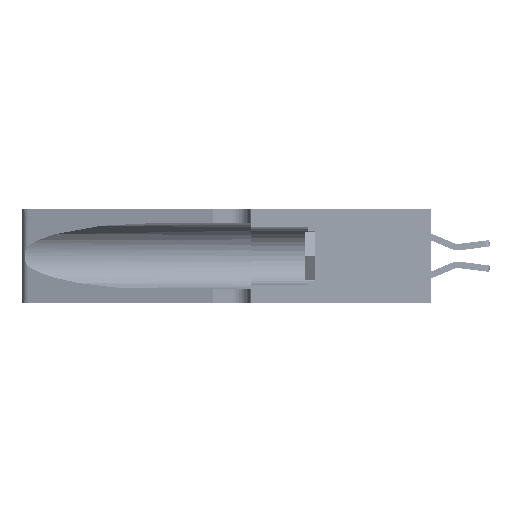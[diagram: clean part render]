
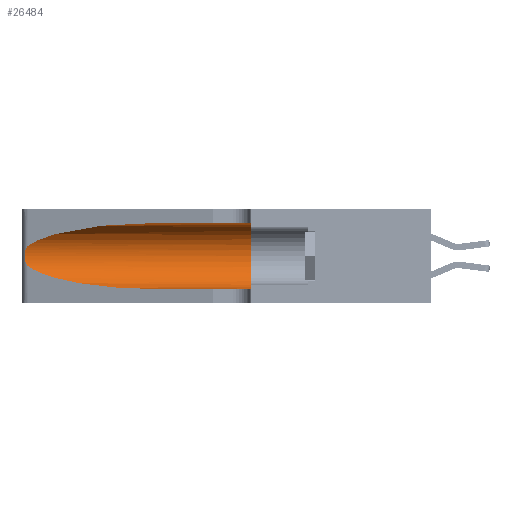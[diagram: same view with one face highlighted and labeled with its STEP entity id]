
A CAD part, left-side view. The second image highlights one B-rep face of the part: STEP entity #26484.
In plain terms, the highlighted cylindrical face has radius 3.308 mm (diameter 6.617 mm), a partial arc.
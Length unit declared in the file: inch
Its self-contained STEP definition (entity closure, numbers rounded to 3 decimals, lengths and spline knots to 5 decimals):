
#583 = CARTESIAN_POINT ( 'NONE',  ( 0.25487, 1.22718, 0.14631 ) ) ;
#1308 = CARTESIAN_POINT ( 'NONE',  ( 0.1305, 0.72297, 0.31525 ) ) ;
#1606 = AXIS2_PLACEMENT_3D ( 'NONE', #7135, #7455, #22165 ) ;
#2049 = DIRECTION ( 'NONE',  ( 0., 0., 1. ) ) ;
#2137 = CARTESIAN_POINT ( 'NONE',  ( 0.1305, 0.72297, 0.31525 ) ) ;
#2374 = EDGE_CURVE ( 'NONE', #21473, #42247, #3967, .T. ) ;
#2894 = CARTESIAN_POINT ( 'NONE',  ( 0.26017, 1.23833, 0.17102 ) ) ;
#3248 = VERTEX_POINT ( 'NONE', #36373 ) ;
#3376 = CARTESIAN_POINT ( 'NONE',  ( 0.25854, 1.2359, 0.20912 ) ) ;
#3967 = CIRCLE ( 'NONE', #8706, 0.13025 ) ;
#5857 = CARTESIAN_POINT ( 'NONE',  ( 0.25487, 1.22718, 0.22369 ) ) ;
#7135 = CARTESIAN_POINT ( 'NONE',  ( 0.1305, 1.61858, 0.185 ) ) ;
#7255 = CARTESIAN_POINT ( 'NONE',  ( 0.25856, 1.23593, 0.16098 ) ) ;
#7271 = EDGE_CURVE ( 'NONE', #18605, #32152, #19494, .T. ) ;
#7455 = DIRECTION ( 'NONE',  ( 0., -1., 0. ) ) ;
#8706 = AXIS2_PLACEMENT_3D ( 'NONE', #27787, #23761, #2049 ) ;
#8977 = EDGE_CURVE ( 'NONE', #3248, #42247, #35077, .T. ) ;
#9418 = CARTESIAN_POINT ( 'NONE',  ( 0.18966, 0.96281, 0.31525 ) ) ;
#9582 = CARTESIAN_POINT ( 'NONE',  ( 0.2373, 1.15595, 0.28018 ) ) ;
#10153 = CARTESIAN_POINT ( 'NONE',  ( 0.1305, 0.35, 0.05475 ) ) ;
#10613 = VERTEX_POINT ( 'NONE', #1308 ) ;
#10820 = CARTESIAN_POINT ( 'NONE',  ( 0.26018, 1.23835, 0.19895 ) ) ;
#11466 = EDGE_LOOP ( 'NONE', ( #42652, #16663, #38961, #14111, #19868, #16592 ) ) ;
#11956 = VECTOR ( 'NONE', #40742, 39.37008 ) ;
#12562 = EDGE_CURVE ( 'NONE', #10613, #18605, #44437, .T. ) ;
#12642 = CARTESIAN_POINT ( 'NONE',  ( 0.1305, 1.61858, 0.31525 ) ) ;
#13488 = CARTESIAN_POINT ( 'NONE',  ( 0.1305, 0.35, 0.31525 ) ) ;
#14111 = ORIENTED_EDGE ( 'NONE', *, *, #8977, .T. ) ;
#14140 = CARTESIAN_POINT ( 'NONE',  ( 0.1305, 0.72297, 0.05475 ) ) ;
#15017 = CARTESIAN_POINT ( 'NONE',  ( 0.25639, 1.23186, 0.15144 ) ) ;
#15784 = FACE_OUTER_BOUND ( 'NONE', #11466, .T. ) ;
#16592 = ORIENTED_EDGE ( 'NONE', *, *, #40099, .F. ) ;
#16663 = ORIENTED_EDGE ( 'NONE', *, *, #7271, .T. ) ;
#17856 = CARTESIAN_POINT ( 'NONE',  ( 0.18966, 0.96281, 0.05475 ) ) ;
#18410 = CARTESIAN_POINT ( 'NONE',  ( 0.1305, 1.61858, 0.05475 ) ) ;
#18553 = CARTESIAN_POINT ( 'NONE',  ( 0.25555, 1.22993, 0.14849 ) ) ;
#18605 = VERTEX_POINT ( 'NONE', #29162 ) ;
#19494 = B_SPLINE_CURVE_WITH_KNOTS ( 'NONE', 3,
 ( #36342, #32951, #43975, #47699, #3376, #10820, #36662, #40409, #2894, #7255, #36823, #15017, #18553, #583 ),
 .UNSPECIFIED., .F., .F.,
 ( 4, 2, 2, 2, 2, 2, 4 ),
 ( 0., 0.00027, 0.00053, 0.00107, 0.0016, 0.00187, 0.00214 ),
 .UNSPECIFIED. ) ;
#19868 = ORIENTED_EDGE ( 'NONE', *, *, #2374, .F. ) ;
#21473 = VERTEX_POINT ( 'NONE', #13488 ) ;
#22165 = DIRECTION ( 'NONE',  ( 0., 0., -1. ) ) ;
#23327 = CYLINDRICAL_SURFACE ( 'NONE', #1606, 0.13025 ) ;
#23761 = DIRECTION ( 'NONE',  ( 0., 1., 0. ) ) ;
#23859 = EDGE_CURVE ( 'NONE', #32152, #3248, #38790, .T. ) ;
#26484 = ADVANCED_FACE ( 'NONE', ( #15784 ), #23327, .F. ) ;
#27355 = DIRECTION ( 'NONE',  ( 0., -1., 0. ) ) ;
#27787 = CARTESIAN_POINT ( 'NONE',  ( 0.1305, 0.35, 0.185 ) ) ;
#28874 = CARTESIAN_POINT ( 'NONE',  ( 0.25487, 1.22718, 0.14631 ) ) ;
#29162 = CARTESIAN_POINT ( 'NONE',  ( 0.25487, 1.22718, 0.22369 ) ) ;
#30896 = CARTESIAN_POINT ( 'NONE',  ( 0.25487, 1.22718, 0.14631 ) ) ;
#32152 = VERTEX_POINT ( 'NONE', #30896 ) ;
#32951 = CARTESIAN_POINT ( 'NONE',  ( 0.25555, 1.22994, 0.2215 ) ) ;
#35077 = LINE ( 'NONE', #18410, #11956 ) ;
#36342 = CARTESIAN_POINT ( 'NONE',  ( 0.25487, 1.22718, 0.22369 ) ) ;
#36373 = CARTESIAN_POINT ( 'NONE',  ( 0.1305, 0.72297, 0.05475 ) ) ;
#36662 = CARTESIAN_POINT ( 'NONE',  ( 0.26075, 1.23896, 0.19203 ) ) ;
#36823 = CARTESIAN_POINT ( 'NONE',  ( 0.25789, 1.23486, 0.15765 ) ) ;
#38790 =( BOUNDED_CURVE ( )  B_SPLINE_CURVE ( 3, ( #28874, #43737, #17856, #14140 ),
 .UNSPECIFIED., .F., .T. ) 
 B_SPLINE_CURVE_WITH_KNOTS ( ( 4, 4 ),
 ( 3.44316, 4.71239 ),
 .UNSPECIFIED. ) 
 CURVE ( )  GEOMETRIC_REPRESENTATION_ITEM ( )  RATIONAL_B_SPLINE_CURVE ( ( 1., 0.87, 0.87, 1. ) ) 
 REPRESENTATION_ITEM ( '' )  );
#38961 = ORIENTED_EDGE ( 'NONE', *, *, #23859, .T. ) ;
#40099 = EDGE_CURVE ( 'NONE', #10613, #21473, #40939, .T. ) ;
#40409 = CARTESIAN_POINT ( 'NONE',  ( 0.26075, 1.23896, 0.178 ) ) ;
#40742 = DIRECTION ( 'NONE',  ( 0., -1., 0. ) ) ;
#40939 = LINE ( 'NONE', #12642, #41562 ) ;
#41562 = VECTOR ( 'NONE', #27355, 39.37008 ) ;
#42247 = VERTEX_POINT ( 'NONE', #10153 ) ;
#42652 = ORIENTED_EDGE ( 'NONE', *, *, #12562, .T. ) ;
#43737 = CARTESIAN_POINT ( 'NONE',  ( 0.2373, 1.15595, 0.08982 ) ) ;
#43975 = CARTESIAN_POINT ( 'NONE',  ( 0.25639, 1.23184, 0.21858 ) ) ;
#44437 =( BOUNDED_CURVE ( )  B_SPLINE_CURVE ( 3, ( #2137, #9418, #9582, #5857 ),
 .UNSPECIFIED., .F., .T. ) 
 B_SPLINE_CURVE_WITH_KNOTS ( ( 4, 4 ),
 ( 1.5708, 2.84003 ),
 .UNSPECIFIED. ) 
 CURVE ( )  GEOMETRIC_REPRESENTATION_ITEM ( )  RATIONAL_B_SPLINE_CURVE ( ( 1., 0.87, 0.87, 1. ) ) 
 REPRESENTATION_ITEM ( '' )  );
#47699 = CARTESIAN_POINT ( 'NONE',  ( 0.25787, 1.23484, 0.2124 ) ) ;
